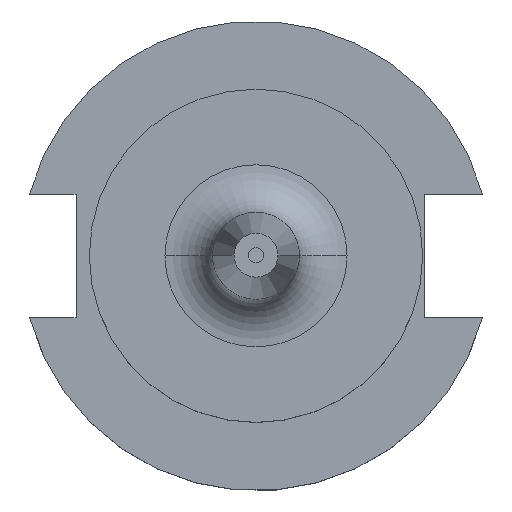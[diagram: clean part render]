
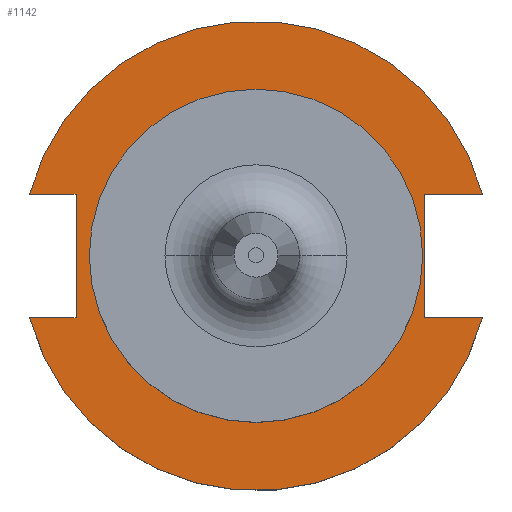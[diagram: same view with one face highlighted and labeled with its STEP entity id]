
A CAD part, top view. The second image highlights one B-rep face of the part: STEP entity #1142.
In plain terms, the highlighted planar face has unit normal (0, 0, 1).
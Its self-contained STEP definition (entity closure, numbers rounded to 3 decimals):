
#8 = LINE ( 'NONE', #644, #1366 ) ;
#24 = EDGE_CURVE ( 'NONE', #874, #943, #1031, .T. ) ;
#59 = FACE_BOUND ( 'NONE', #1291, .T. ) ;
#60 = VECTOR ( 'NONE', #217, 1000. ) ;
#79 = AXIS2_PLACEMENT_3D ( 'NONE', #118, #925, #1701 ) ;
#81 = CARTESIAN_POINT ( 'NONE',  ( -63.719, 12.954, 19.05 ) ) ;
#118 = CARTESIAN_POINT ( 'NONE',  ( 0., 0., 19.05 ) ) ;
#144 = EDGE_CURVE ( 'NONE', #943, #255, #819, .T. ) ;
#191 = CARTESIAN_POINT ( 'NONE',  ( -37.719, 12.954, 19.05 ) ) ;
#194 = VERTEX_POINT ( 'NONE', #1162 ) ;
#217 = DIRECTION ( 'NONE',  ( -1., 0., 0. ) ) ;
#223 = CARTESIAN_POINT ( 'NONE',  ( -63.719, -12.954, 19.05 ) ) ;
#234 = CARTESIAN_POINT ( 'NONE',  ( -47.477, -12.954, 19.05 ) ) ;
#253 = CARTESIAN_POINT ( 'NONE',  ( -37.719, -12.954, 19.05 ) ) ;
#254 = EDGE_CURVE ( 'NONE', #1113, #509, #650, .T. ) ;
#255 = VERTEX_POINT ( 'NONE', #1171 ) ;
#280 = ORIENTED_EDGE ( 'NONE', *, *, #397, .T. ) ;
#282 = ORIENTED_EDGE ( 'NONE', *, *, #706, .F. ) ;
#286 = DIRECTION ( 'NONE',  ( 1., 0., 0. ) ) ;
#353 = VECTOR ( 'NONE', #625, 1000. ) ;
#397 = EDGE_CURVE ( 'NONE', #194, #1552, #1321, .T. ) ;
#399 = VERTEX_POINT ( 'NONE', #253 ) ;
#456 = VECTOR ( 'NONE', #1627, 1000. ) ;
#509 = VERTEX_POINT ( 'NONE', #1103 ) ;
#586 = DIRECTION ( 'NONE',  ( 0., 0., 1. ) ) ;
#604 = DIRECTION ( 'NONE',  ( 0., 0., 1. ) ) ;
#614 = ORIENTED_EDGE ( 'NONE', *, *, #24, .F. ) ;
#624 = CARTESIAN_POINT ( 'NONE',  ( 35.306, 12.954, 19.05 ) ) ;
#625 = DIRECTION ( 'NONE',  ( 1., 0., 0. ) ) ;
#631 = CARTESIAN_POINT ( 'NONE',  ( 0., 0., 19.05 ) ) ;
#644 = CARTESIAN_POINT ( 'NONE',  ( 35.306, 12.954, 19.05 ) ) ;
#650 = CIRCLE ( 'NONE', #651, 34.925 ) ;
#651 = AXIS2_PLACEMENT_3D ( 'NONE', #631, #1229, #286 ) ;
#660 = DIRECTION ( 'NONE',  ( 0., 0., 1. ) ) ;
#664 = CIRCLE ( 'NONE', #1104, 49.212 ) ;
#673 = VECTOR ( 'NONE', #1025, 1000. ) ;
#706 = EDGE_CURVE ( 'NONE', #1391, #1552, #1128, .T. ) ;
#710 = LINE ( 'NONE', #223, #353 ) ;
#783 = ORIENTED_EDGE ( 'NONE', *, *, #1491, .T. ) ;
#790 = CARTESIAN_POINT ( 'NONE',  ( -37.719, 12.954, 19.05 ) ) ;
#801 = PLANE ( 'NONE',  #1109 ) ;
#819 = LINE ( 'NONE', #1642, #456 ) ;
#874 = VERTEX_POINT ( 'NONE', #1042 ) ;
#899 = CARTESIAN_POINT ( 'NONE',  ( 35.306, -12.954, 19.05 ) ) ;
#925 = DIRECTION ( 'NONE',  ( 0., 0., 1. ) ) ;
#943 = VERTEX_POINT ( 'NONE', #899 ) ;
#957 = CARTESIAN_POINT ( 'NONE',  ( -34.925, 0., 19.05 ) ) ;
#960 = ORIENTED_EDGE ( 'NONE', *, *, #144, .F. ) ;
#963 = EDGE_CURVE ( 'NONE', #1475, #399, #710, .T. ) ;
#979 = EDGE_CURVE ( 'NONE', #194, #874, #8, .T. ) ;
#982 = LINE ( 'NONE', #191, #1669 ) ;
#1025 = DIRECTION ( 'NONE',  ( 0., -1., 0. ) ) ;
#1031 = LINE ( 'NONE', #624, #673 ) ;
#1042 = CARTESIAN_POINT ( 'NONE',  ( 35.306, 12.954, 19.05 ) ) ;
#1103 = CARTESIAN_POINT ( 'NONE',  ( 34.925, 0., 19.05 ) ) ;
#1104 = AXIS2_PLACEMENT_3D ( 'NONE', #1376, #586, #1501 ) ;
#1109 = AXIS2_PLACEMENT_3D ( 'NONE', #1207, #660, #1453 ) ;
#1113 = VERTEX_POINT ( 'NONE', #957 ) ;
#1128 = LINE ( 'NONE', #81, #60 ) ;
#1129 = DIRECTION ( 'NONE',  ( 0., 1., 0. ) ) ;
#1142 = ADVANCED_FACE ( 'NONE', ( #59, #1467 ), #801, .T. ) ;
#1144 = ORIENTED_EDGE ( 'NONE', *, *, #254, .F. ) ;
#1162 = CARTESIAN_POINT ( 'NONE',  ( 47.477, 12.954, 19.05 ) ) ;
#1171 = CARTESIAN_POINT ( 'NONE',  ( 47.477, -12.954, 19.05 ) ) ;
#1206 = EDGE_LOOP ( 'NONE', ( #783, #960, #614, #1678, #280, #282, #1672, #1585 ) ) ;
#1207 = CARTESIAN_POINT ( 'NONE',  ( 0., 49.212, 19.05 ) ) ;
#1229 = DIRECTION ( 'NONE',  ( 0., 0., 1. ) ) ;
#1277 = CIRCLE ( 'NONE', #1538, 34.925 ) ;
#1291 = EDGE_LOOP ( 'NONE', ( #1660, #1144 ) ) ;
#1321 = CIRCLE ( 'NONE', #79, 49.212 ) ;
#1366 = VECTOR ( 'NONE', #1408, 1000. ) ;
#1376 = CARTESIAN_POINT ( 'NONE',  ( 0., 0., 19.05 ) ) ;
#1390 = CARTESIAN_POINT ( 'NONE',  ( 0., 0., 19.05 ) ) ;
#1391 = VERTEX_POINT ( 'NONE', #790 ) ;
#1408 = DIRECTION ( 'NONE',  ( -1., 0., 0. ) ) ;
#1453 = DIRECTION ( 'NONE',  ( 1., 0., 0. ) ) ;
#1467 = FACE_OUTER_BOUND ( 'NONE', #1206, .T. ) ;
#1475 = VERTEX_POINT ( 'NONE', #234 ) ;
#1491 = EDGE_CURVE ( 'NONE', #1475, #255, #664, .T. ) ;
#1501 = DIRECTION ( 'NONE',  ( 1., 0., 0. ) ) ;
#1513 = CARTESIAN_POINT ( 'NONE',  ( -47.477, 12.954, 19.05 ) ) ;
#1521 = EDGE_CURVE ( 'NONE', #399, #1391, #982, .T. ) ;
#1522 = DIRECTION ( 'NONE',  ( 1., 0., 0. ) ) ;
#1538 = AXIS2_PLACEMENT_3D ( 'NONE', #1390, #604, #1522 ) ;
#1552 = VERTEX_POINT ( 'NONE', #1513 ) ;
#1563 = EDGE_CURVE ( 'NONE', #509, #1113, #1277, .T. ) ;
#1585 = ORIENTED_EDGE ( 'NONE', *, *, #963, .F. ) ;
#1627 = DIRECTION ( 'NONE',  ( 1., 0., 0. ) ) ;
#1642 = CARTESIAN_POINT ( 'NONE',  ( 35.306, -12.954, 19.05 ) ) ;
#1660 = ORIENTED_EDGE ( 'NONE', *, *, #1563, .F. ) ;
#1669 = VECTOR ( 'NONE', #1129, 1000. ) ;
#1672 = ORIENTED_EDGE ( 'NONE', *, *, #1521, .F. ) ;
#1678 = ORIENTED_EDGE ( 'NONE', *, *, #979, .F. ) ;
#1701 = DIRECTION ( 'NONE',  ( 1., 0., 0. ) ) ;
